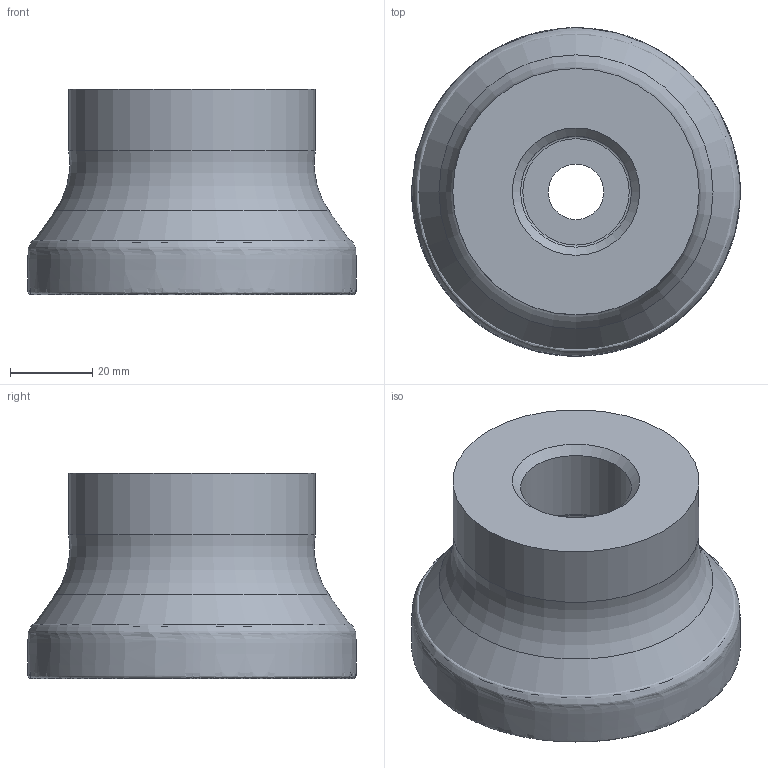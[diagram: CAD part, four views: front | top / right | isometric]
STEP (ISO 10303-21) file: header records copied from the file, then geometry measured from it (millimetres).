
FILE_DESCRIPTION(/* description */ (''),/* implementation_level */ '2;1');
FILE_NAME(/* name */ '1696495434350.stp',/* time_stamp */ '2023-10-05T14:14:06+06:00',/* author */ (''),/* organization */ ('SMS'),/* preprocessor_version */ 'ST-DEVELOPER v16.7',/* originating_system */ 'SIEMENS PLM Software NX 12.0',/* authorisation */ '');
FILE_SCHEMA (('AUTOMOTIVE_DESIGN { 1 0 10303 214 3 1 1 1 }'));
Length unit declared in the file: millimetre
Products named in the file (4): 204680678mod000_00; ASSEMBLY_CONSTRUCTION; 204674516mod000_00; 204680677mod000_00
Assembly tree (3 placements, depth 2):
  204680677mod000_00
    204674516mod000_00
    ASSEMBLY_CONSTRUCTION
    204680678mod000_00
Bounding box: 80 x 80 x 50 mm (x, y, z)
Volume: 167794.1 mm3; surface area: 30470.2 mm2
Topology: 2 solids, 2 shells, 24 faces, 47 edges, 54 vertices
Faces by surface type: torus 7, plane 6, cylinder 6, cone 4, bspline 1
Full cylindrical faces by diameter (mm): 13.5 x1, 20 x1, 27 x1, 27.5 x1, 60 x1, 77.5 x1
Entity records: 12861 total; most frequent: CARTESIAN_POINT 12148, DIRECTION 128, AXIS2_PLACEMENT_3D 64, FACE_BOUND 47, EDGE_LOOP 46, ORIENTED_EDGE 46, STYLED_ITEM 42, PRESENTATION_STYLE_ASSIGNMENT 42
